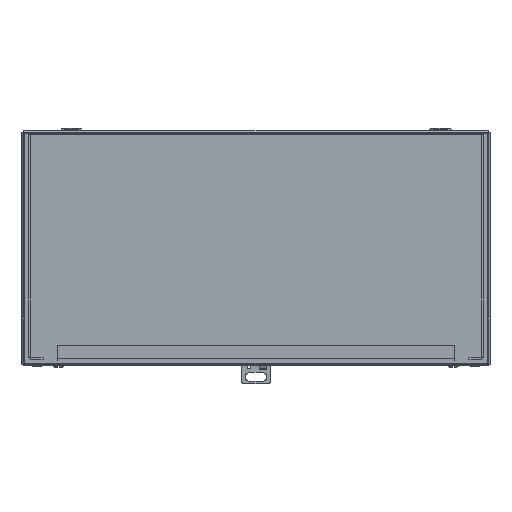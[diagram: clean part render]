
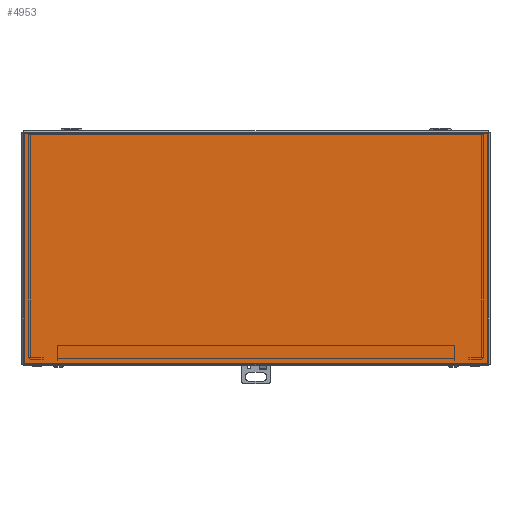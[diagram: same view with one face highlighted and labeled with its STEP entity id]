
A CAD part, top view. The second image highlights one B-rep face of the part: STEP entity #4953.
In plain terms, the highlighted planar face has unit normal (0, 0, 1).
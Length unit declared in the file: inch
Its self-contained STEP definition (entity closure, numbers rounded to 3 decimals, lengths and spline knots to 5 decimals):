
#184 = LINE ( 'NONE', #14957, #10009 ) ;
#357 = AXIS2_PLACEMENT_3D ( 'NONE', #464, #13955, #2756 ) ;
#464 = CARTESIAN_POINT ( 'NONE',  ( 8.1585, -0.029, 12.0285 ) ) ;
#540 = EDGE_CURVE ( 'NONE', #15352, #11418, #7096, .T. ) ;
#2756 = DIRECTION ( 'NONE',  ( -1., 0., 0. ) ) ;
#2992 = LINE ( 'NONE', #14187, #9420 ) ;
#3065 = FACE_OUTER_BOUND ( 'NONE', #3761, .T. ) ;
#3105 = CARTESIAN_POINT ( 'NONE',  ( -8.1585, -0.029, 12.0285 ) ) ;
#3364 = CARTESIAN_POINT ( 'NONE',  ( 8.1585, -8.135, 12.0285 ) ) ;
#3761 = EDGE_LOOP ( 'NONE', ( #15237, #4365, #14986, #8741 ) ) ;
#3929 = CARTESIAN_POINT ( 'NONE',  ( 8.1585, -8.135, 12.0285 ) ) ;
#4365 = ORIENTED_EDGE ( 'NONE', *, *, #540, .F. ) ;
#4953 = ADVANCED_FACE ( 'NONE', ( #3065 ), #14028, .T. ) ;
#5024 = VECTOR ( 'NONE', #6119, 39.37008 ) ;
#5047 = EDGE_CURVE ( 'NONE', #11418, #12348, #2992, .T. ) ;
#6119 = DIRECTION ( 'NONE',  ( -1., 0., 0. ) ) ;
#6605 = DIRECTION ( 'NONE',  ( 1., 0., 0. ) ) ;
#7096 = LINE ( 'NONE', #3364, #5024 ) ;
#7754 = VERTEX_POINT ( 'NONE', #10034 ) ;
#8072 = EDGE_CURVE ( 'NONE', #12348, #7754, #15363, .T. ) ;
#8741 = ORIENTED_EDGE ( 'NONE', *, *, #8072, .F. ) ;
#8999 = DIRECTION ( 'NONE',  ( 0., 1., 0. ) ) ;
#9420 = VECTOR ( 'NONE', #8999, 39.37008 ) ;
#10009 = VECTOR ( 'NONE', #15033, 39.37008 ) ;
#10034 = CARTESIAN_POINT ( 'NONE',  ( 8.1585, -0.029, 12.0285 ) ) ;
#11418 = VERTEX_POINT ( 'NONE', #13435 ) ;
#12348 = VERTEX_POINT ( 'NONE', #15523 ) ;
#13435 = CARTESIAN_POINT ( 'NONE',  ( -8.1585, -8.135, 12.0285 ) ) ;
#13570 = EDGE_CURVE ( 'NONE', #7754, #15352, #184, .T. ) ;
#13955 = DIRECTION ( 'NONE',  ( 0., 0., 1. ) ) ;
#14028 = PLANE ( 'NONE',  #357 ) ;
#14084 = VECTOR ( 'NONE', #6605, 39.37008 ) ;
#14187 = CARTESIAN_POINT ( 'NONE',  ( -8.1585, -8.135, 12.0285 ) ) ;
#14957 = CARTESIAN_POINT ( 'NONE',  ( 8.1585, -0.029, 12.0285 ) ) ;
#14986 = ORIENTED_EDGE ( 'NONE', *, *, #13570, .F. ) ;
#15033 = DIRECTION ( 'NONE',  ( 0., -1., 0. ) ) ;
#15237 = ORIENTED_EDGE ( 'NONE', *, *, #5047, .F. ) ;
#15352 = VERTEX_POINT ( 'NONE', #3929 ) ;
#15363 = LINE ( 'NONE', #3105, #14084 ) ;
#15523 = CARTESIAN_POINT ( 'NONE',  ( -8.1585, -0.029, 12.0285 ) ) ;
